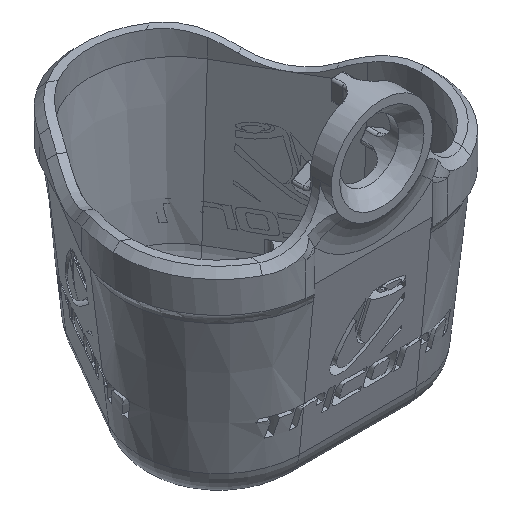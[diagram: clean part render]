
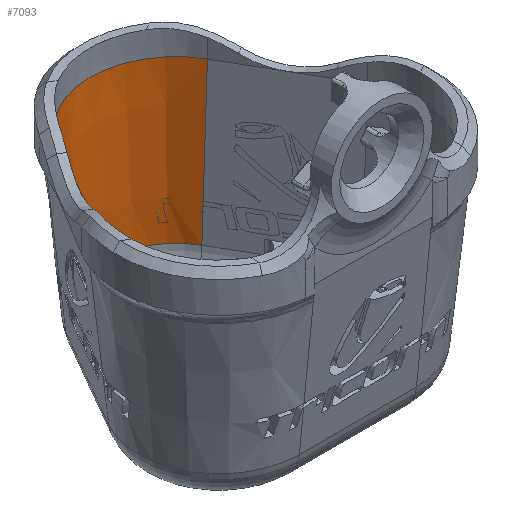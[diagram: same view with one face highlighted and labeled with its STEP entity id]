
A CAD part, isometric view. The second image highlights one B-rep face of the part: STEP entity #7093.
In plain terms, the highlighted conical face has half-angle 5.711 degrees and reference radius 4.094 mm.
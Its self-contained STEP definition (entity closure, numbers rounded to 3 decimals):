
#408=CONICAL_SURFACE('',#7631,4.094,0.1);
#798=FACE_OUTER_BOUND('',#1252,.T.);
#1252=EDGE_LOOP('',(#6355,#6356,#6357,#6358));
#1865=CIRCLE('',#7622,4.199);
#1871=CIRCLE('',#7632,5.094);
#2277=LINE('',#16238,#2732);
#2324=LINE('',#16690,#2779);
#2732=VECTOR('',#8827,1000.);
#2779=VECTOR('',#9086,1000.);
#3348=VERTEX_POINT('',#16210);
#3353=VERTEX_POINT('',#16237);
#3417=VERTEX_POINT('',#16660);
#3423=VERTEX_POINT('',#16688);
#4313=EDGE_CURVE('',#3348,#3353,#2277,.T.);
#4427=EDGE_CURVE('',#3348,#3417,#1865,.F.);
#4436=EDGE_CURVE('',#3353,#3423,#1871,.T.);
#4437=EDGE_CURVE('',#3417,#3423,#2324,.T.);
#6355=ORIENTED_EDGE('',*,*,#4436,.F.);
#6356=ORIENTED_EDGE('',*,*,#4313,.F.);
#6357=ORIENTED_EDGE('',*,*,#4427,.T.);
#6358=ORIENTED_EDGE('',*,*,#4437,.T.);
#7093=ADVANCED_FACE('',(#798),#408,.F.);
#7622=AXIS2_PLACEMENT_3D('',#16666,#9062,#9063);
#7631=AXIS2_PLACEMENT_3D('',#16687,#9082,#9083);
#7632=AXIS2_PLACEMENT_3D('',#16689,#9084,#9085);
#8827=DIRECTION('',(-0.086,0.05,0.995));
#9062=DIRECTION('center_axis',(0.,0.,1.));
#9063=DIRECTION('ref_axis',(1.,0.,0.));
#9082=DIRECTION('center_axis',(0.,0.,1.));
#9083=DIRECTION('ref_axis',(1.,0.,0.));
#9084=DIRECTION('center_axis',(0.,0.,-1.));
#9085=DIRECTION('ref_axis',(-1.,0.,0.));
#9086=DIRECTION('',(0.086,0.05,0.995));
#16210=CARTESIAN_POINT('',(-3.636,6.112,-0.449));
#16237=CARTESIAN_POINT('',(-4.411,6.559,8.5));
#16238=CARTESIAN_POINT('',(-3.545,6.059,-1.5));
#16660=CARTESIAN_POINT('',(3.636,6.112,-0.449));
#16666=CARTESIAN_POINT('Origin',(0.,4.012,-0.449));
#16687=CARTESIAN_POINT('Origin',(0.,4.012,-1.5));
#16688=CARTESIAN_POINT('',(4.411,6.559,8.5));
#16689=CARTESIAN_POINT('Origin',(0.,4.012,8.5));
#16690=CARTESIAN_POINT('',(3.545,6.059,-1.5));
